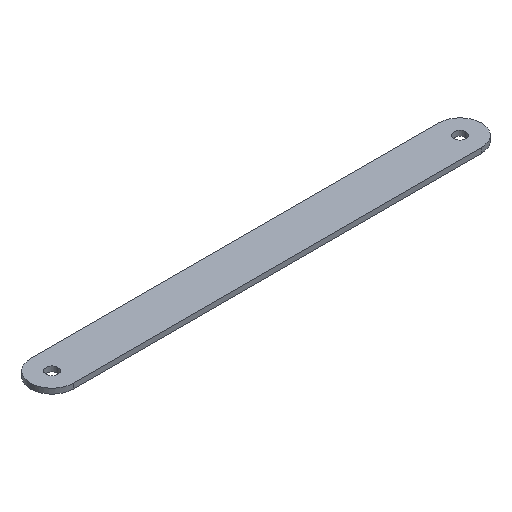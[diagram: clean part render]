
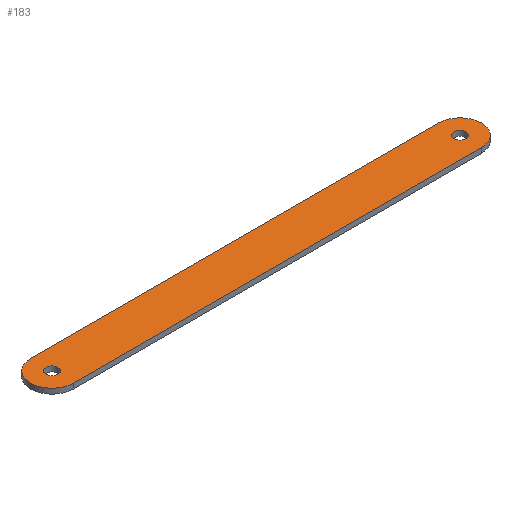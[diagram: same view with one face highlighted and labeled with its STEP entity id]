
A CAD part, isometric view. The second image highlights one B-rep face of the part: STEP entity #183.
In plain terms, the highlighted planar face has unit normal (0, 0, 1).
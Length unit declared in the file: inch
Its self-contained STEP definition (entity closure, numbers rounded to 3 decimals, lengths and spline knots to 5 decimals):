
#1 = CIRCLE ( 'NONE', #204, 0.105 ) ;
#4 = AXIS2_PLACEMENT_3D ( 'NONE', #170, #194, #351 ) ;
#7 = EDGE_CURVE ( 'NONE', #88, #207, #334, .T. ) ;
#10 = DIRECTION ( 'NONE',  ( 1., 0., 0. ) ) ;
#11 = CARTESIAN_POINT ( 'NONE',  ( 3.595, -0.375, 0.09 ) ) ;
#14 = CIRCLE ( 'NONE', #4, 0.375 ) ;
#15 = DIRECTION ( 'NONE',  ( 0., 0., 1. ) ) ;
#16 = CARTESIAN_POINT ( 'NONE',  ( -3.595, 0.375, 0.09 ) ) ;
#33 = AXIS2_PLACEMENT_3D ( 'NONE', #313, #15, #108 ) ;
#34 = FACE_OUTER_BOUND ( 'NONE', #131, .T. ) ;
#43 = VERTEX_POINT ( 'NONE', #50 ) ;
#46 = CIRCLE ( 'NONE', #212, 0.105 ) ;
#47 = VECTOR ( 'NONE', #384, 39.37008 ) ;
#50 = CARTESIAN_POINT ( 'NONE',  ( -3.49, 0., 0.09 ) ) ;
#72 = CARTESIAN_POINT ( 'NONE',  ( 3.595, 0., 0.09 ) ) ;
#83 = ORIENTED_EDGE ( 'NONE', *, *, #261, .F. ) ;
#84 = DIRECTION ( 'NONE',  ( 0., 0., 1. ) ) ;
#88 = VERTEX_POINT ( 'NONE', #310 ) ;
#104 = CARTESIAN_POINT ( 'NONE',  ( 3.595, -0.375, 0.09 ) ) ;
#108 = DIRECTION ( 'NONE',  ( 1., 0., 0. ) ) ;
#128 = DIRECTION ( 'NONE',  ( 1., 0., 0. ) ) ;
#131 = EDGE_LOOP ( 'NONE', ( #283, #276, #341, #224, #381 ) ) ;
#135 = DIRECTION ( 'NONE',  ( 0., 0., 1. ) ) ;
#136 = CARTESIAN_POINT ( 'NONE',  ( -3.595, 0., 0.09 ) ) ;
#143 = AXIS2_PLACEMENT_3D ( 'NONE', #333, #337, #10 ) ;
#145 = EDGE_CURVE ( 'NONE', #372, #147, #178, .T. ) ;
#147 = VERTEX_POINT ( 'NONE', #251 ) ;
#148 = EDGE_LOOP ( 'NONE', ( #360, #390 ) ) ;
#152 = CARTESIAN_POINT ( 'NONE',  ( -3.595, 0., 0.09 ) ) ;
#159 = CARTESIAN_POINT ( 'NONE',  ( -3.97, 0., 0.09 ) ) ;
#165 = EDGE_CURVE ( 'NONE', #207, #345, #331, .T. ) ;
#170 = CARTESIAN_POINT ( 'NONE',  ( 3.595, 0., 0.09 ) ) ;
#174 = CIRCLE ( 'NONE', #233, 0.105 ) ;
#175 = AXIS2_PLACEMENT_3D ( 'NONE', #152, #366, #288 ) ;
#178 = CIRCLE ( 'NONE', #255, 0.105 ) ;
#183 = ADVANCED_FACE ( 'NONE', ( #277, #34, #308 ), #339, .T. ) ;
#190 = LINE ( 'NONE', #104, #47 ) ;
#194 = DIRECTION ( 'NONE',  ( 0., 0., 1. ) ) ;
#204 = AXIS2_PLACEMENT_3D ( 'NONE', #262, #84, #295 ) ;
#207 = VERTEX_POINT ( 'NONE', #16 ) ;
#208 = VECTOR ( 'NONE', #364, 39.37008 ) ;
#212 = AXIS2_PLACEMENT_3D ( 'NONE', #136, #135, #217 ) ;
#217 = DIRECTION ( 'NONE',  ( 1., 0., 0. ) ) ;
#218 = CARTESIAN_POINT ( 'NONE',  ( -3.595, 0., 0.09 ) ) ;
#224 = ORIENTED_EDGE ( 'NONE', *, *, #370, .T. ) ;
#233 = AXIS2_PLACEMENT_3D ( 'NONE', #218, #311, #128 ) ;
#249 = CARTESIAN_POINT ( 'NONE',  ( 3.7, 0., 0.09 ) ) ;
#251 = CARTESIAN_POINT ( 'NONE',  ( 3.49, 0., 0.09 ) ) ;
#252 = VERTEX_POINT ( 'NONE', #380 ) ;
#255 = AXIS2_PLACEMENT_3D ( 'NONE', #72, #264, #263 ) ;
#261 = EDGE_CURVE ( 'NONE', #43, #252, #174, .T. ) ;
#262 = CARTESIAN_POINT ( 'NONE',  ( 3.595, 0., 0.09 ) ) ;
#263 = DIRECTION ( 'NONE',  ( 1., 0., 0. ) ) ;
#264 = DIRECTION ( 'NONE',  ( 0., 0., 1. ) ) ;
#267 = VERTEX_POINT ( 'NONE', #11 ) ;
#270 = VERTEX_POINT ( 'NONE', #301 ) ;
#273 = EDGE_CURVE ( 'NONE', #267, #88, #14, .T. ) ;
#276 = ORIENTED_EDGE ( 'NONE', *, *, #7, .T. ) ;
#277 = FACE_BOUND ( 'NONE', #343, .T. ) ;
#280 = ORIENTED_EDGE ( 'NONE', *, *, #304, .F. ) ;
#283 = ORIENTED_EDGE ( 'NONE', *, *, #273, .T. ) ;
#288 = DIRECTION ( 'NONE',  ( 1., 0., 0. ) ) ;
#295 = DIRECTION ( 'NONE',  ( 1., 0., 0. ) ) ;
#301 = CARTESIAN_POINT ( 'NONE',  ( -3.595, -0.375, 0.09 ) ) ;
#304 = EDGE_CURVE ( 'NONE', #252, #43, #46, .T. ) ;
#308 = FACE_BOUND ( 'NONE', #148, .T. ) ;
#310 = CARTESIAN_POINT ( 'NONE',  ( 3.595, 0.375, 0.09 ) ) ;
#311 = DIRECTION ( 'NONE',  ( 0., 0., 1. ) ) ;
#313 = CARTESIAN_POINT ( 'NONE',  ( -3.595, 0., 0.09 ) ) ;
#331 = CIRCLE ( 'NONE', #175, 0.375 ) ;
#333 = CARTESIAN_POINT ( 'NONE',  ( 3.595, 0., 0.09 ) ) ;
#334 = LINE ( 'NONE', #396, #208 ) ;
#337 = DIRECTION ( 'NONE',  ( 0., 0., 1. ) ) ;
#339 = PLANE ( 'NONE',  #143 ) ;
#341 = ORIENTED_EDGE ( 'NONE', *, *, #165, .T. ) ;
#343 = EDGE_LOOP ( 'NONE', ( #280, #83 ) ) ;
#345 = VERTEX_POINT ( 'NONE', #159 ) ;
#351 = DIRECTION ( 'NONE',  ( 1., 0., 0. ) ) ;
#360 = ORIENTED_EDGE ( 'NONE', *, *, #392, .F. ) ;
#364 = DIRECTION ( 'NONE',  ( -1., 0., 0. ) ) ;
#366 = DIRECTION ( 'NONE',  ( 0., 0., 1. ) ) ;
#370 = EDGE_CURVE ( 'NONE', #345, #270, #391, .T. ) ;
#372 = VERTEX_POINT ( 'NONE', #249 ) ;
#380 = CARTESIAN_POINT ( 'NONE',  ( -3.7, 0., 0.09 ) ) ;
#381 = ORIENTED_EDGE ( 'NONE', *, *, #387, .T. ) ;
#384 = DIRECTION ( 'NONE',  ( 1., 0., 0. ) ) ;
#387 = EDGE_CURVE ( 'NONE', #270, #267, #190, .T. ) ;
#390 = ORIENTED_EDGE ( 'NONE', *, *, #145, .F. ) ;
#391 = CIRCLE ( 'NONE', #33, 0.375 ) ;
#392 = EDGE_CURVE ( 'NONE', #147, #372, #1, .T. ) ;
#396 = CARTESIAN_POINT ( 'NONE',  ( 3.595, 0.375, 0.09 ) ) ;
